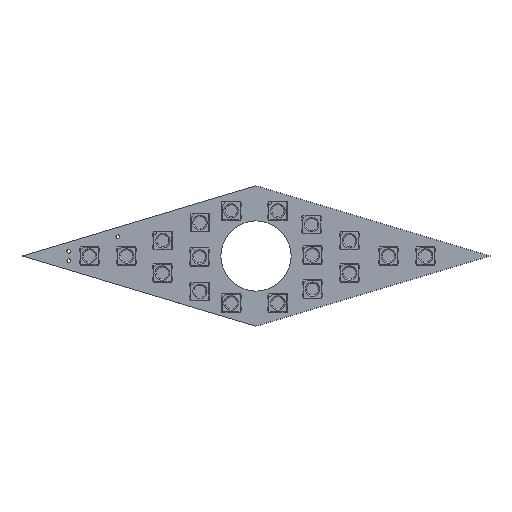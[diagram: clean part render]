
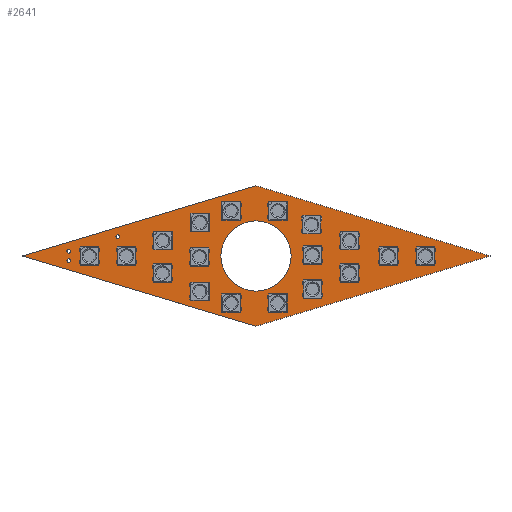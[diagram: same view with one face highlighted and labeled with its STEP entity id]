
A CAD part, top view. The second image highlights one B-rep face of the part: STEP entity #2641.
In plain terms, the highlighted planar face has unit normal (0, 0, 1).
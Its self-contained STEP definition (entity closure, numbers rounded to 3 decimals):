
#2485 = VERTEX_POINT('',#2486);
#2486 = CARTESIAN_POINT('',(232.283,-134.874,1.51));
#2492 = EDGE_CURVE('',#2485,#2493,#2495,.T.);
#2493 = VERTEX_POINT('',#2494);
#2494 = CARTESIAN_POINT('',(168.783,-153.924,1.51));
#2495 = LINE('',#2496,#2497);
#2496 = CARTESIAN_POINT('',(232.283,-134.874,1.51));
#2497 = VECTOR('',#2498,1.);
#2498 = DIRECTION('',(-0.958,-0.287,0.));
#2525 = VERTEX_POINT('',#2526);
#2526 = CARTESIAN_POINT('',(168.783,-115.824,1.51));
#2532 = EDGE_CURVE('',#2525,#2485,#2533,.T.);
#2533 = LINE('',#2534,#2535);
#2534 = CARTESIAN_POINT('',(168.783,-115.824,1.51));
#2535 = VECTOR('',#2536,1.);
#2536 = DIRECTION('',(0.958,-0.287,0.));
#2554 = EDGE_CURVE('',#2493,#2555,#2557,.T.);
#2555 = VERTEX_POINT('',#2556);
#2556 = CARTESIAN_POINT('',(105.283,-134.874,1.51));
#2557 = LINE('',#2558,#2559);
#2558 = CARTESIAN_POINT('',(168.783,-153.924,1.51));
#2559 = VECTOR('',#2560,1.);
#2560 = DIRECTION('',(-0.958,0.287,0.));
#2641 = ADVANCED_FACE('',(#2642,#2653,#2664,#2675,#2686),#2697,.T.);
#2642 = FACE_BOUND('',#2643,.T.);
#2643 = EDGE_LOOP('',(#2644,#2645,#2646,#2652));
#2644 = ORIENTED_EDGE('',*,*,#2492,.F.);
#2645 = ORIENTED_EDGE('',*,*,#2532,.F.);
#2646 = ORIENTED_EDGE('',*,*,#2647,.F.);
#2647 = EDGE_CURVE('',#2555,#2525,#2648,.T.);
#2648 = LINE('',#2649,#2650);
#2649 = CARTESIAN_POINT('',(105.283,-134.874,1.51));
#2650 = VECTOR('',#2651,1.);
#2651 = DIRECTION('',(0.958,0.287,0.));
#2652 = ORIENTED_EDGE('',*,*,#2554,.F.);
#2653 = FACE_BOUND('',#2654,.T.);
#2654 = EDGE_LOOP('',(#2655));
#2655 = ORIENTED_EDGE('',*,*,#2656,.T.);
#2656 = EDGE_CURVE('',#2657,#2657,#2659,.T.);
#2657 = VERTEX_POINT('',#2658);
#2658 = CARTESIAN_POINT('',(117.983,-136.644,1.51));
#2659 = CIRCLE('',#2660,0.5);
#2660 = AXIS2_PLACEMENT_3D('',#2661,#2662,#2663);
#2661 = CARTESIAN_POINT('',(117.983,-136.144,1.51));
#2662 = DIRECTION('',(-0.,0.,-1.));
#2663 = DIRECTION('',(-0.,-1.,0.));
#2664 = FACE_BOUND('',#2665,.T.);
#2665 = EDGE_LOOP('',(#2666));
#2666 = ORIENTED_EDGE('',*,*,#2667,.T.);
#2667 = EDGE_CURVE('',#2668,#2668,#2670,.T.);
#2668 = VERTEX_POINT('',#2669);
#2669 = CARTESIAN_POINT('',(117.983,-134.104,1.51));
#2670 = CIRCLE('',#2671,0.5);
#2671 = AXIS2_PLACEMENT_3D('',#2672,#2673,#2674);
#2672 = CARTESIAN_POINT('',(117.983,-133.604,1.51));
#2673 = DIRECTION('',(-0.,0.,-1.));
#2674 = DIRECTION('',(-0.,-1.,0.));
#2675 = FACE_BOUND('',#2676,.T.);
#2676 = EDGE_LOOP('',(#2677));
#2677 = ORIENTED_EDGE('',*,*,#2678,.T.);
#2678 = EDGE_CURVE('',#2679,#2679,#2681,.T.);
#2679 = VERTEX_POINT('',#2680);
#2680 = CARTESIAN_POINT('',(131.283,-130.124,1.51));
#2681 = CIRCLE('',#2682,0.5);
#2682 = AXIS2_PLACEMENT_3D('',#2683,#2684,#2685);
#2683 = CARTESIAN_POINT('',(131.283,-129.624,1.51));
#2684 = DIRECTION('',(-0.,0.,-1.));
#2685 = DIRECTION('',(-0.,-1.,0.));
#2686 = FACE_BOUND('',#2687,.T.);
#2687 = EDGE_LOOP('',(#2688));
#2688 = ORIENTED_EDGE('',*,*,#2689,.F.);
#2689 = EDGE_CURVE('',#2690,#2690,#2692,.T.);
#2690 = VERTEX_POINT('',#2691);
#2691 = CARTESIAN_POINT('',(178.308,-134.874,1.51));
#2692 = CIRCLE('',#2693,9.525);
#2693 = AXIS2_PLACEMENT_3D('',#2694,#2695,#2696);
#2694 = CARTESIAN_POINT('',(168.783,-134.874,1.51));
#2695 = DIRECTION('',(0.,0.,1.));
#2696 = DIRECTION('',(1.,0.,-0.));
#2697 = PLANE('',#2698);
#2698 = AXIS2_PLACEMENT_3D('',#2699,#2700,#2701);
#2699 = CARTESIAN_POINT('',(0.,0.,1.51));
#2700 = DIRECTION('',(0.,0.,1.));
#2701 = DIRECTION('',(1.,0.,-0.));
